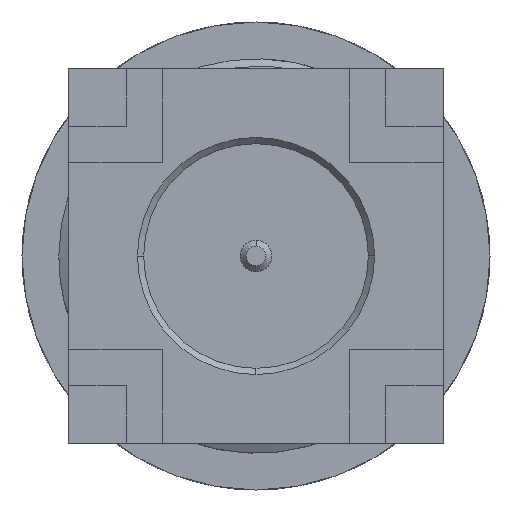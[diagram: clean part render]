
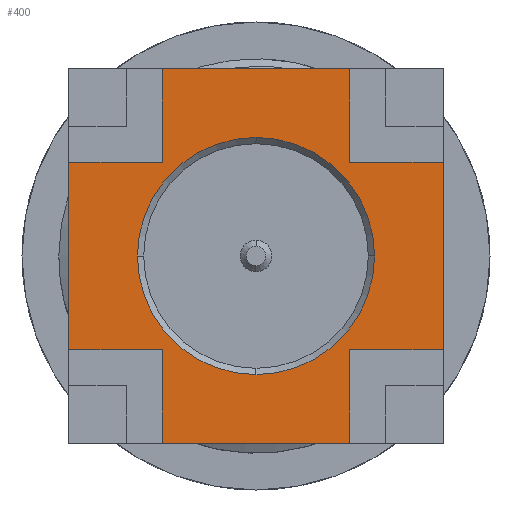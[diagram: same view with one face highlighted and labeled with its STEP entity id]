
A CAD part, left-side view. The second image highlights one B-rep face of the part: STEP entity #400.
In plain terms, the highlighted planar face has unit normal (-1, 0, 0).
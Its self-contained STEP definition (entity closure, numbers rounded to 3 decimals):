
#400=ADVANCED_FACE('',(#874,#875),#876,.T.);
#874=FACE_OUTER_BOUND('',#2398,.T.);
#875=FACE_BOUND('',#2399,.T.);
#876=PLANE('',#2400);
#2398=EDGE_LOOP('',(#6164,#6165,#6166,#6167,#6168,#6169,#6170,#6171,#6172,#6173,#6174,#6175));
#2399=EDGE_LOOP('',(#6176,#6177,#6178,#6179));
#2400=AXIS2_PLACEMENT_3D('',#6180,#6181,#6182);
#6164=ORIENTED_EDGE('',*,*,#7223,.F.);
#6165=ORIENTED_EDGE('',*,*,#7204,.F.);
#6166=ORIENTED_EDGE('',*,*,#7221,.F.);
#6167=ORIENTED_EDGE('',*,*,#7224,.F.);
#6168=ORIENTED_EDGE('',*,*,#7196,.F.);
#6169=ORIENTED_EDGE('',*,*,#7225,.F.);
#6170=ORIENTED_EDGE('',*,*,#7226,.F.);
#6171=ORIENTED_EDGE('',*,*,#7184,.F.);
#6172=ORIENTED_EDGE('',*,*,#7227,.F.);
#6173=ORIENTED_EDGE('',*,*,#7228,.F.);
#6174=ORIENTED_EDGE('',*,*,#7229,.F.);
#6175=ORIENTED_EDGE('',*,*,#7230,.F.);
#6176=ORIENTED_EDGE('',*,*,#6837,.F.);
#6177=ORIENTED_EDGE('',*,*,#7231,.F.);
#6178=ORIENTED_EDGE('',*,*,#7232,.F.);
#6179=ORIENTED_EDGE('',*,*,#6843,.F.);
#6180=CARTESIAN_POINT('',(4.21,0.,0.0));
#6181=DIRECTION('',(-1.0,0.0,0.0));
#6182=DIRECTION('',(0.0,0.0,1.0));
#6837=EDGE_CURVE('',#7550,#7553,#7554,.F.);
#6843=EDGE_CURVE('',#7553,#7560,#7563,.F.);
#7184=EDGE_CURVE('',#8072,#8074,#8075,.T.);
#7196=EDGE_CURVE('',#8094,#8096,#8097,.T.);
#7204=EDGE_CURVE('',#8109,#8111,#8112,.T.);
#7221=EDGE_CURVE('',#8136,#8109,#8138,.F.);
#7223=EDGE_CURVE('',#8111,#8140,#8141,.T.);
#7224=EDGE_CURVE('',#8096,#8136,#8142,.T.);
#7225=EDGE_CURVE('',#8143,#8094,#8144,.T.);
#7226=EDGE_CURVE('',#8074,#8143,#8145,.T.);
#7227=EDGE_CURVE('',#8146,#8072,#8147,.T.);
#7228=EDGE_CURVE('',#8148,#8146,#8149,.T.);
#7229=EDGE_CURVE('',#8150,#8148,#8151,.F.);
#7230=EDGE_CURVE('',#8140,#8150,#8152,.T.);
#7231=EDGE_CURVE('',#8153,#7550,#8154,.F.);
#7232=EDGE_CURVE('',#7560,#8153,#8155,.F.);
#7550=VERTEX_POINT('',#10171);
#7553=VERTEX_POINT('',#10175);
#7554=CIRCLE('',#10176,1.9);
#7560=VERTEX_POINT('',#10185);
#7563=CIRCLE('',#10189,1.9);
#8072=VERTEX_POINT('',#12243);
#8074=VERTEX_POINT('',#12246);
#8075=LINE('',#12247,#12248);
#8094=VERTEX_POINT('',#12276);
#8096=VERTEX_POINT('',#12279);
#8097=LINE('',#12280,#12281);
#8109=VERTEX_POINT('',#12298);
#8111=VERTEX_POINT('',#12301);
#8112=LINE('',#12302,#12303);
#8136=VERTEX_POINT('',#12340);
#8138=LINE('',#12343,#12344);
#8140=VERTEX_POINT('',#12346);
#8141=LINE('',#12347,#12348);
#8142=LINE('',#12349,#12350);
#8143=VERTEX_POINT('',#12351);
#8144=LINE('',#12352,#12353);
#8145=LINE('',#12354,#12355);
#8146=VERTEX_POINT('',#12356);
#8147=LINE('',#12357,#12358);
#8148=VERTEX_POINT('',#12359);
#8149=LINE('',#12360,#12361);
#8150=VERTEX_POINT('',#12362);
#8151=LINE('',#12363,#12364);
#8152=LINE('',#12365,#12366);
#8153=VERTEX_POINT('',#12367);
#8154=CIRCLE('',#12368,1.9);
#8155=CIRCLE('',#12369,1.9);
#10171=CARTESIAN_POINT('',(4.21,0.,-1.9));
#10175=CARTESIAN_POINT('',(4.21,-1.9,0.));
#10176=AXIS2_PLACEMENT_3D('',#13589,#13590,#13591);
#10185=CARTESIAN_POINT('',(4.21,0.,1.9));
#10189=AXIS2_PLACEMENT_3D('',#13599,#13600,#13601);
#12243=CARTESIAN_POINT('',(4.21,1.5,3.0));
#12246=CARTESIAN_POINT('',(4.21,-1.5,3.0));
#12247=CARTESIAN_POINT('',(4.21,1.5,3.0));
#12248=VECTOR('',#13941,1.0);
#12276=CARTESIAN_POINT('',(4.21,-3.0,1.5));
#12279=CARTESIAN_POINT('',(4.21,-3.0,-1.5));
#12280=CARTESIAN_POINT('',(4.21,-3.0,1.5));
#12281=VECTOR('',#13952,1.0);
#12298=CARTESIAN_POINT('',(4.21,-1.5,-3.0));
#12301=CARTESIAN_POINT('',(4.21,1.5,-3.0));
#12302=CARTESIAN_POINT('',(4.21,1.04,-3.0));
#12303=VECTOR('',#13959,1.0);
#12340=CARTESIAN_POINT('',(4.21,-1.5,-1.5));
#12343=CARTESIAN_POINT('',(4.21,-1.5,-1.5));
#12344=VECTOR('',#13974,1.0);
#12346=CARTESIAN_POINT('',(4.21,1.5,-1.5));
#12347=CARTESIAN_POINT('',(4.21,1.5,-0.75));
#12348=VECTOR('',#13975,1.0);
#12349=CARTESIAN_POINT('',(4.21,-0.75,-1.5));
#12350=VECTOR('',#13976,1.0);
#12351=CARTESIAN_POINT('',(4.21,-1.5,1.5));
#12352=CARTESIAN_POINT('',(4.21,-1.5,1.5));
#12353=VECTOR('',#13977,1.0);
#12354=CARTESIAN_POINT('',(4.21,-1.5,0.75));
#12355=VECTOR('',#13978,1.0);
#12356=CARTESIAN_POINT('',(4.21,1.5,1.5));
#12357=CARTESIAN_POINT('',(4.21,1.5,1.5));
#12358=VECTOR('',#13979,1.0);
#12359=CARTESIAN_POINT('',(4.21,3.0,1.5));
#12360=CARTESIAN_POINT('',(4.21,0.75,1.5));
#12361=VECTOR('',#13980,1.0);
#12362=CARTESIAN_POINT('',(4.21,3.0,-1.5));
#12363=CARTESIAN_POINT('',(4.21,3.0,-1.5));
#12364=VECTOR('',#13981,1.0);
#12365=CARTESIAN_POINT('',(4.21,1.5,-1.5));
#12366=VECTOR('',#13982,1.0);
#12367=CARTESIAN_POINT('',(4.21,1.9,0.));
#12368=AXIS2_PLACEMENT_3D('',#13983,#13984,#13985);
#12369=AXIS2_PLACEMENT_3D('',#13986,#13987,#13988);
#13589=CARTESIAN_POINT('',(4.21,0.,0.0));
#13590=DIRECTION('',(1.0,-0.0,0.0));
#13591=DIRECTION('',(0.0,0.0,-1.0));
#13599=CARTESIAN_POINT('',(4.21,0.,0.0));
#13600=DIRECTION('',(1.0,-0.0,0.0));
#13601=DIRECTION('',(0.0,0.0,-1.0));
#13941=DIRECTION('',(-0.0,-1.0,-0.0));
#13952=DIRECTION('',(0.0,0.0,-1.0));
#13959=DIRECTION('',(0.0,1.0,-0.0));
#13974=DIRECTION('',(0.0,0.0,1.0));
#13975=DIRECTION('',(0.0,-0.0,1.0));
#13976=DIRECTION('',(0.0,1.0,0.0));
#13977=DIRECTION('',(0.0,-1.0,0.0));
#13978=DIRECTION('',(-0.0,-0.0,-1.0));
#13979=DIRECTION('',(0.0,-0.0,1.0));
#13980=DIRECTION('',(0.0,-1.0,0.0));
#13981=DIRECTION('',(-0.0,-0.0,-1.0));
#13982=DIRECTION('',(0.0,1.0,0.0));
#13983=CARTESIAN_POINT('',(4.21,0.,0.0));
#13984=DIRECTION('',(1.0,-0.0,0.0));
#13985=DIRECTION('',(0.0,0.0,-1.0));
#13986=CARTESIAN_POINT('',(4.21,0.,0.0));
#13987=DIRECTION('',(1.0,-0.0,0.0));
#13988=DIRECTION('',(0.0,0.0,-1.0));
